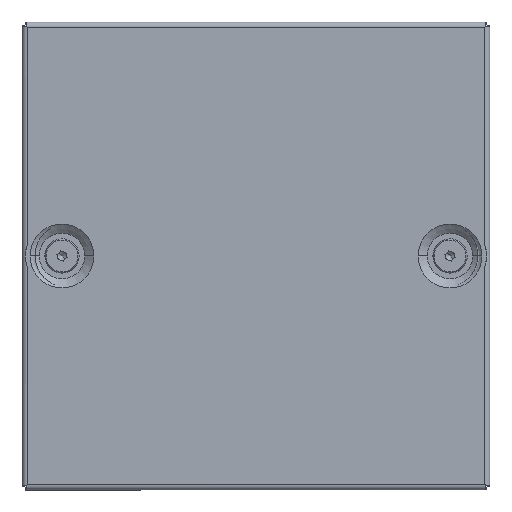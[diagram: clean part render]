
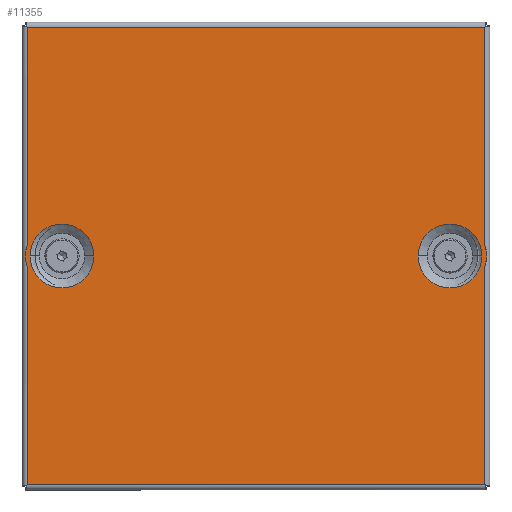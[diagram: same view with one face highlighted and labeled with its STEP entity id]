
A CAD part, top view. The second image highlights one B-rep face of the part: STEP entity #11355.
In plain terms, the highlighted face is planar.
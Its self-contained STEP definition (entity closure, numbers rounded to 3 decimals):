
#58 = EDGE_CURVE ( 'NONE', #831, #1197, #355, .T. ) ;
#94 = AXIS2_PLACEMENT_3D ( 'NONE', #1873, #2934, #941 ) ;
#249 = CARTESIAN_POINT ( 'NONE',  ( 85., 0., 0. ) ) ;
#253 = VECTOR ( 'NONE', #11407, 1000. ) ;
#273 = VECTOR ( 'NONE', #4201, 1000. ) ;
#355 = CIRCLE ( 'NONE', #6977, 14. ) ;
#459 = DIRECTION ( 'NONE',  ( 0., 0., -1. ) ) ;
#490 = LINE ( 'NONE', #5926, #5317 ) ;
#495 = CARTESIAN_POINT ( 'NONE',  ( -100.793, 0., 100.3 ) ) ;
#535 = DIRECTION ( 'NONE',  ( 1., 0., 0. ) ) ;
#682 = CARTESIAN_POINT ( 'NONE',  ( -100.3, 0., 100.3 ) ) ;
#683 = DIRECTION ( 'NONE',  ( 0., 1., 0. ) ) ;
#712 = CARTESIAN_POINT ( 'NONE',  ( 85., 0., 0. ) ) ;
#782 = EDGE_CURVE ( 'NONE', #1285, #8869, #490, .T. ) ;
#831 = VERTEX_POINT ( 'NONE', #3073 ) ;
#941 = DIRECTION ( 'NONE',  ( 0., 0., 1. ) ) ;
#992 = ORIENTED_EDGE ( 'NONE', *, *, #2889, .F. ) ;
#1109 = ORIENTED_EDGE ( 'NONE', *, *, #8730, .F. ) ;
#1180 = VECTOR ( 'NONE', #7494, 1000. ) ;
#1197 = VERTEX_POINT ( 'NONE', #5734 ) ;
#1245 = LINE ( 'NONE', #8601, #10646 ) ;
#1274 = EDGE_CURVE ( 'NONE', #6455, #6527, #2098, .T. ) ;
#1285 = VERTEX_POINT ( 'NONE', #11293 ) ;
#1392 = CARTESIAN_POINT ( 'NONE',  ( -100.3, 0., -4.681 ) ) ;
#1396 = ORIENTED_EDGE ( 'NONE', *, *, #2565, .T. ) ;
#1659 = VERTEX_POINT ( 'NONE', #6064 ) ;
#1873 = CARTESIAN_POINT ( 'NONE',  ( -85., 0., 0. ) ) ;
#1907 = EDGE_LOOP ( 'NONE', ( #3253, #1109, #5162, #9624, #4606, #1396, #3738, #11401, #3373, #3121 ) ) ;
#1959 = CIRCLE ( 'NONE', #94, 14. ) ;
#2098 = CIRCLE ( 'NONE', #10231, 16. ) ;
#2177 = ORIENTED_EDGE ( 'NONE', *, *, #5134, .F. ) ;
#2325 = VERTEX_POINT ( 'NONE', #9318 ) ;
#2355 = PLANE ( 'NONE',  #6825 ) ;
#2565 = EDGE_CURVE ( 'NONE', #6812, #2778, #1245, .T. ) ;
#2737 = CIRCLE ( 'NONE', #4250, 14. ) ;
#2778 = VERTEX_POINT ( 'NONE', #1392 ) ;
#2889 = EDGE_CURVE ( 'NONE', #11231, #6017, #4382, .T. ) ;
#2934 = DIRECTION ( 'NONE',  ( 0., 1., 0. ) ) ;
#3040 = CIRCLE ( 'NONE', #7592, 16. ) ;
#3073 = CARTESIAN_POINT ( 'NONE',  ( -99., 0., 0. ) ) ;
#3076 = EDGE_CURVE ( 'NONE', #2325, #6812, #3821, .T. ) ;
#3121 = ORIENTED_EDGE ( 'NONE', *, *, #10404, .T. ) ;
#3225 = FACE_BOUND ( 'NONE', #4686, .T. ) ;
#3253 = ORIENTED_EDGE ( 'NONE', *, *, #782, .T. ) ;
#3373 = ORIENTED_EDGE ( 'NONE', *, *, #3612, .T. ) ;
#3532 = DIRECTION ( 'NONE',  ( 0., 0., 1. ) ) ;
#3612 = EDGE_CURVE ( 'NONE', #8296, #9329, #4893, .T. ) ;
#3738 = ORIENTED_EDGE ( 'NONE', *, *, #6568, .T. ) ;
#3793 = EDGE_LOOP ( 'NONE', ( #5129, #992 ) ) ;
#3821 = LINE ( 'NONE', #4878, #1180 ) ;
#3828 = AXIS2_PLACEMENT_3D ( 'NONE', #4953, #8574, #459 ) ;
#4046 = CARTESIAN_POINT ( 'NONE',  ( -85., 0., 0. ) ) ;
#4201 = DIRECTION ( 'NONE',  ( 0., 0., -1. ) ) ;
#4250 = AXIS2_PLACEMENT_3D ( 'NONE', #11073, #10247, #7657 ) ;
#4323 = DIRECTION ( 'NONE',  ( 1., 0., 0. ) ) ;
#4382 = CIRCLE ( 'NONE', #3828, 14. ) ;
#4386 = AXIS2_PLACEMENT_3D ( 'NONE', #249, #11305, #6688 ) ;
#4606 = ORIENTED_EDGE ( 'NONE', *, *, #3076, .T. ) ;
#4686 = EDGE_LOOP ( 'NONE', ( #8614, #2177 ) ) ;
#4739 = CARTESIAN_POINT ( 'NONE',  ( -85., 0., 0. ) ) ;
#4878 = CARTESIAN_POINT ( 'NONE',  ( 100.793, 0., -100.3 ) ) ;
#4893 = LINE ( 'NONE', #8517, #253 ) ;
#4953 = CARTESIAN_POINT ( 'NONE',  ( 85., 0., 0. ) ) ;
#5129 = ORIENTED_EDGE ( 'NONE', *, *, #10710, .F. ) ;
#5134 = EDGE_CURVE ( 'NONE', #1197, #831, #1959, .T. ) ;
#5162 = ORIENTED_EDGE ( 'NONE', *, *, #1274, .F. ) ;
#5225 = LINE ( 'NONE', #495, #7093 ) ;
#5317 = VECTOR ( 'NONE', #11248, 1000. ) ;
#5465 = CARTESIAN_POINT ( 'NONE',  ( 101., 0., 0. ) ) ;
#5724 = CIRCLE ( 'NONE', #7215, 16. ) ;
#5734 = CARTESIAN_POINT ( 'NONE',  ( -71., 0., 0. ) ) ;
#5926 = CARTESIAN_POINT ( 'NONE',  ( 100.3, 0., 100.793 ) ) ;
#6017 = VERTEX_POINT ( 'NONE', #9854 ) ;
#6061 = LINE ( 'NONE', #8816, #273 ) ;
#6064 = CARTESIAN_POINT ( 'NONE',  ( -101., 0., 0. ) ) ;
#6212 = CARTESIAN_POINT ( 'NONE',  ( 100.3, 0., -4.681 ) ) ;
#6393 = EDGE_CURVE ( 'NONE', #1659, #8296, #5724, .T. ) ;
#6455 = VERTEX_POINT ( 'NONE', #6212 ) ;
#6527 = VERTEX_POINT ( 'NONE', #5465 ) ;
#6568 = EDGE_CURVE ( 'NONE', #2778, #1659, #3040, .T. ) ;
#6688 = DIRECTION ( 'NONE',  ( 1., 0., 0. ) ) ;
#6812 = VERTEX_POINT ( 'NONE', #7938 ) ;
#6825 = AXIS2_PLACEMENT_3D ( 'NONE', #9591, #9183, #3532 ) ;
#6849 = FACE_BOUND ( 'NONE', #3793, .T. ) ;
#6977 = AXIS2_PLACEMENT_3D ( 'NONE', #4046, #7666, #8959 ) ;
#7093 = VECTOR ( 'NONE', #4323, 1000. ) ;
#7215 = AXIS2_PLACEMENT_3D ( 'NONE', #8915, #683, #7909 ) ;
#7302 = DIRECTION ( 'NONE',  ( 0., 1., 0. ) ) ;
#7494 = DIRECTION ( 'NONE',  ( -1., 0., 0. ) ) ;
#7592 = AXIS2_PLACEMENT_3D ( 'NONE', #4739, #7302, #10842 ) ;
#7657 = DIRECTION ( 'NONE',  ( 0., 0., -1. ) ) ;
#7666 = DIRECTION ( 'NONE',  ( 0., 1., 0. ) ) ;
#7909 = DIRECTION ( 'NONE',  ( -1., 0., 0. ) ) ;
#7937 = DIRECTION ( 'NONE',  ( 0., 0., 1. ) ) ;
#7938 = CARTESIAN_POINT ( 'NONE',  ( -100.3, 0., -100.3 ) ) ;
#7999 = CIRCLE ( 'NONE', #4386, 16. ) ;
#8147 = CARTESIAN_POINT ( 'NONE',  ( -100.3, 0., 4.681 ) ) ;
#8296 = VERTEX_POINT ( 'NONE', #8147 ) ;
#8517 = CARTESIAN_POINT ( 'NONE',  ( -100.3, 0., -100.793 ) ) ;
#8574 = DIRECTION ( 'NONE',  ( 0., 1., 0. ) ) ;
#8601 = CARTESIAN_POINT ( 'NONE',  ( -100.3, 0., -100.793 ) ) ;
#8614 = ORIENTED_EDGE ( 'NONE', *, *, #58, .F. ) ;
#8730 = EDGE_CURVE ( 'NONE', #6527, #8869, #7999, .T. ) ;
#8786 = CARTESIAN_POINT ( 'NONE',  ( 100.3, 0., 4.681 ) ) ;
#8816 = CARTESIAN_POINT ( 'NONE',  ( 100.3, 0., 100.793 ) ) ;
#8869 = VERTEX_POINT ( 'NONE', #8786 ) ;
#8915 = CARTESIAN_POINT ( 'NONE',  ( -85., 0., 0. ) ) ;
#8959 = DIRECTION ( 'NONE',  ( 0., 0., 1. ) ) ;
#9183 = DIRECTION ( 'NONE',  ( 0., 1., 0. ) ) ;
#9318 = CARTESIAN_POINT ( 'NONE',  ( 100.3, 0., -100.3 ) ) ;
#9329 = VERTEX_POINT ( 'NONE', #682 ) ;
#9591 = CARTESIAN_POINT ( 'NONE',  ( 0., 0., 0. ) ) ;
#9624 = ORIENTED_EDGE ( 'NONE', *, *, #10228, .T. ) ;
#9706 = DIRECTION ( 'NONE',  ( 0., -1., 0. ) ) ;
#9854 = CARTESIAN_POINT ( 'NONE',  ( 99., 0., 0. ) ) ;
#10160 = CARTESIAN_POINT ( 'NONE',  ( 71., 0., 0. ) ) ;
#10228 = EDGE_CURVE ( 'NONE', #6455, #2325, #6061, .T. ) ;
#10231 = AXIS2_PLACEMENT_3D ( 'NONE', #712, #9706, #535 ) ;
#10247 = DIRECTION ( 'NONE',  ( 0., 1., 0. ) ) ;
#10404 = EDGE_CURVE ( 'NONE', #9329, #1285, #5225, .T. ) ;
#10646 = VECTOR ( 'NONE', #7937, 1000. ) ;
#10710 = EDGE_CURVE ( 'NONE', #6017, #11231, #2737, .T. ) ;
#10842 = DIRECTION ( 'NONE',  ( -1., 0., 0. ) ) ;
#11073 = CARTESIAN_POINT ( 'NONE',  ( 85., 0., 0. ) ) ;
#11231 = VERTEX_POINT ( 'NONE', #10160 ) ;
#11248 = DIRECTION ( 'NONE',  ( 0., 0., -1. ) ) ;
#11293 = CARTESIAN_POINT ( 'NONE',  ( 100.3, 0., 100.3 ) ) ;
#11305 = DIRECTION ( 'NONE',  ( 0., -1., 0. ) ) ;
#11348 = FACE_OUTER_BOUND ( 'NONE', #1907, .T. ) ;
#11355 = ADVANCED_FACE ( 'NONE', ( #11348, #3225, #6849 ), #2355, .T. ) ;
#11401 = ORIENTED_EDGE ( 'NONE', *, *, #6393, .T. ) ;
#11407 = DIRECTION ( 'NONE',  ( 0., 0., 1. ) ) ;
